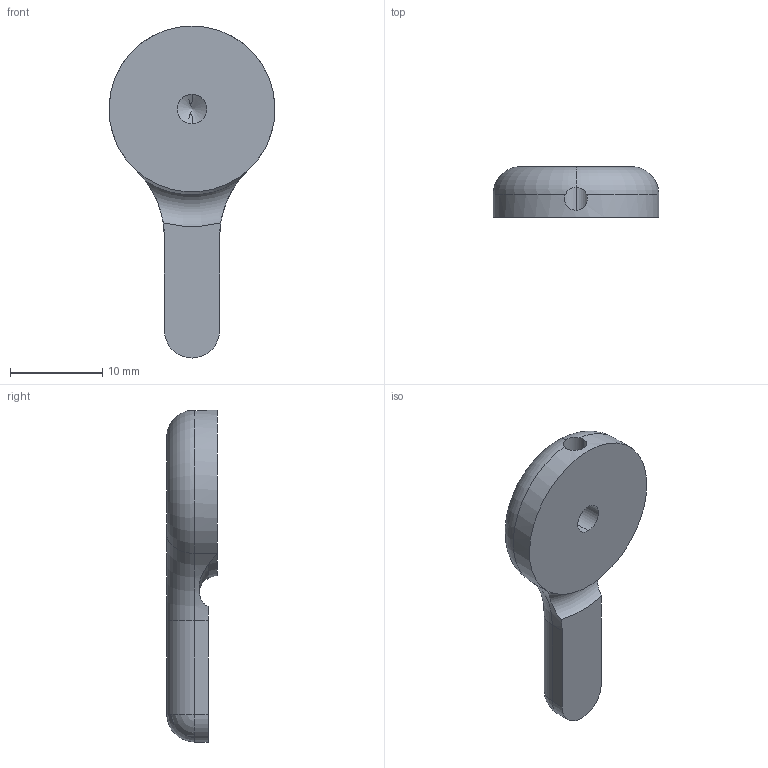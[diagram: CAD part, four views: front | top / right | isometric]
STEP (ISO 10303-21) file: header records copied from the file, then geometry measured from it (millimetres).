
FILE_DESCRIPTION (( 'STEP AP203' ), '1' );
FILE_NAME ('Selecteur.STEP', '2020-06-10T12:50:20', ( '' ), ( '' ), 'SwSTEP 2.0', 'SolidWorks 2019', '' );
FILE_SCHEMA (( 'CONFIG_CONTROL_DESIGN' ));
Length unit declared in the file: millimetre
Products named in the file (1): Selecteur
Bounding box: 17.99 x 5.5 x 36 mm (x, y, z)
Volume: 1656.3 mm3; surface area: 1154.9 mm2
Topology: 1 solids, 1 shells, 25 faces, 65 edges, 37 vertices
Faces by surface type: cylinder 11, torus 6, plane 5, cone 2, sphere 1
Entity records: 908 total; most frequent: CARTESIAN_POINT 241, DIRECTION 129, ORIENTED_EDGE 122, EDGE_CURVE 61, AXIS2_PLACEMENT_3D 55, VERTEX_POINT 37, CIRCLE 29, EDGE_LOOP 26
